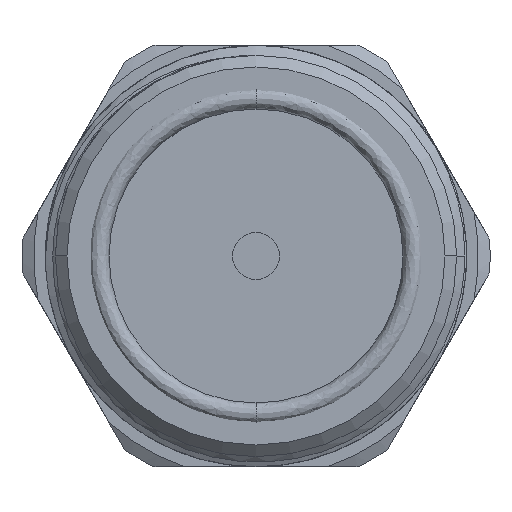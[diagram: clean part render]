
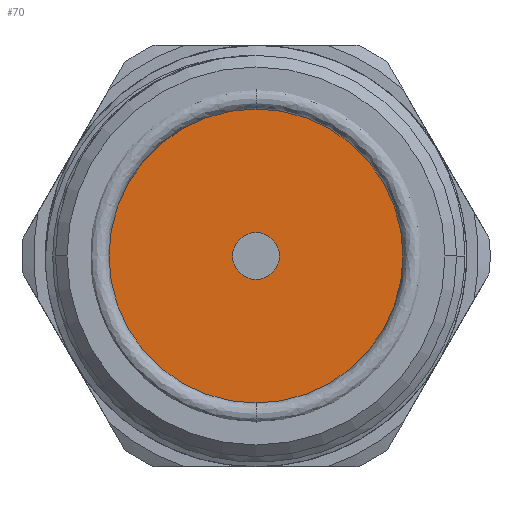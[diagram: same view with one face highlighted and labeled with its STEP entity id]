
A CAD part, front view. The second image highlights one B-rep face of the part: STEP entity #70.
In plain terms, the highlighted planar face has unit normal (0, -1, 0).
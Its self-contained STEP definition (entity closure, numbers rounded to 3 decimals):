
#70 = ADVANCED_FACE ( 'NONE', ( #4942, #833 ), #4906, .T. ) ;
#243 = EDGE_CURVE ( 'NONE', #2664, #1280, #1516, .T. ) ;
#253 = ORIENTED_EDGE ( 'NONE', *, *, #243, .T. ) ;
#485 = DIRECTION ( 'NONE',  ( 0., 1., 0. ) ) ;
#512 = DIRECTION ( 'NONE',  ( 0., 0., -1. ) ) ;
#559 = VERTEX_POINT ( 'NONE', #2295 ) ;
#706 = CARTESIAN_POINT ( 'NONE',  ( 0., 37.4, 0. ) ) ;
#748 = ORIENTED_EDGE ( 'NONE', *, *, #3818, .T. ) ;
#833 = FACE_BOUND ( 'NONE', #3881, .T. ) ;
#1106 = DIRECTION ( 'NONE',  ( 0., 0., -1. ) ) ;
#1280 = VERTEX_POINT ( 'NONE', #1514 ) ;
#1360 = ORIENTED_EDGE ( 'NONE', *, *, #4859, .T. ) ;
#1514 = CARTESIAN_POINT ( 'NONE',  ( 0., 37.4, 14. ) ) ;
#1516 = CIRCLE ( 'NONE', #4895, 14. ) ;
#1829 = AXIS2_PLACEMENT_3D ( 'NONE', #706, #3488, #1106 ) ;
#2103 = CIRCLE ( 'NONE', #2994, 2. ) ;
#2171 = CARTESIAN_POINT ( 'NONE',  ( 0., 37.4, 0. ) ) ;
#2295 = CARTESIAN_POINT ( 'NONE',  ( 0., 37.4, -2. ) ) ;
#2316 = ORIENTED_EDGE ( 'NONE', *, *, #3348, .T. ) ;
#2580 = DIRECTION ( 'NONE',  ( 0., 0., -1. ) ) ;
#2593 = CARTESIAN_POINT ( 'NONE',  ( 0., 37.4, 2. ) ) ;
#2664 = VERTEX_POINT ( 'NONE', #4419 ) ;
#2878 = CARTESIAN_POINT ( 'NONE',  ( 0., 37.4, 0. ) ) ;
#2949 = CIRCLE ( 'NONE', #1829, 2. ) ;
#2994 = AXIS2_PLACEMENT_3D ( 'NONE', #2878, #485, #3272 ) ;
#3128 = VERTEX_POINT ( 'NONE', #2593 ) ;
#3272 = DIRECTION ( 'NONE',  ( 0., 0., -1. ) ) ;
#3295 = DIRECTION ( 'NONE',  ( 0., -1., 0. ) ) ;
#3348 = EDGE_CURVE ( 'NONE', #3128, #559, #2103, .T. ) ;
#3488 = DIRECTION ( 'NONE',  ( 0., 1., 0. ) ) ;
#3564 = AXIS2_PLACEMENT_3D ( 'NONE', #4503, #3295, #512 ) ;
#3818 = EDGE_CURVE ( 'NONE', #559, #3128, #2949, .T. ) ;
#3835 = AXIS2_PLACEMENT_3D ( 'NONE', #2171, #4971, #2580 ) ;
#3881 = EDGE_LOOP ( 'NONE', ( #748, #2316 ) ) ;
#4245 = CARTESIAN_POINT ( 'NONE',  ( 0., 37.4, 0. ) ) ;
#4339 = CIRCLE ( 'NONE', #3835, 14. ) ;
#4412 = EDGE_LOOP ( 'NONE', ( #253, #1360 ) ) ;
#4419 = CARTESIAN_POINT ( 'NONE',  ( 0., 37.4, -14. ) ) ;
#4503 = CARTESIAN_POINT ( 'NONE',  ( 0., 37.4, 0. ) ) ;
#4733 = DIRECTION ( 'NONE',  ( 0., 0., -1. ) ) ;
#4859 = EDGE_CURVE ( 'NONE', #1280, #2664, #4339, .T. ) ;
#4895 = AXIS2_PLACEMENT_3D ( 'NONE', #4245, #5052, #4733 ) ;
#4906 = PLANE ( 'NONE',  #3564 ) ;
#4942 = FACE_OUTER_BOUND ( 'NONE', #4412, .T. ) ;
#4971 = DIRECTION ( 'NONE',  ( 0., -1., 0. ) ) ;
#5052 = DIRECTION ( 'NONE',  ( 0., -1., 0. ) ) ;
